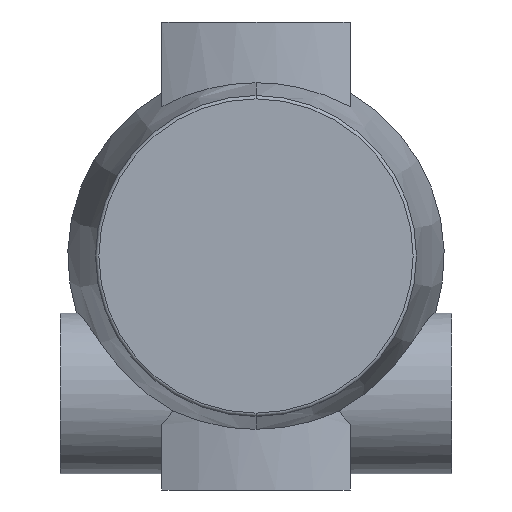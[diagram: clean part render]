
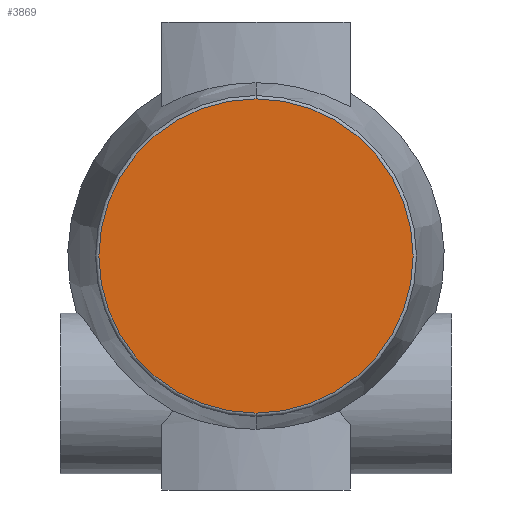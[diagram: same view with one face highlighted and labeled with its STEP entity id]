
A CAD part, front view. The second image highlights one B-rep face of the part: STEP entity #3869.
In plain terms, the highlighted planar face has unit normal (0, -1, 0).
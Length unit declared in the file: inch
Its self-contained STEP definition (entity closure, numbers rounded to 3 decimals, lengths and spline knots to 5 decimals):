
#32 = AXIS2_PLACEMENT_3D ( 'NONE', #5580, #7826, #2159 ) ;
#801 = CARTESIAN_POINT ( 'NONE',  ( 0., -1.52, 0. ) ) ;
#862 = EDGE_CURVE ( 'NONE', #6679, #2698, #8268, .T. ) ;
#1228 = CIRCLE ( 'NONE', #32, 0.9265 ) ;
#1433 = AXIS2_PLACEMENT_3D ( 'NONE', #801, #5874, #3640 ) ;
#1551 = CARTESIAN_POINT ( 'NONE',  ( 0., -1.52, 0. ) ) ;
#2159 = DIRECTION ( 'NONE',  ( 0., 0., 1. ) ) ;
#2384 = AXIS2_PLACEMENT_3D ( 'NONE', #1551, #4344, #7831 ) ;
#2698 = VERTEX_POINT ( 'NONE', #8784 ) ;
#2784 = ORIENTED_EDGE ( 'NONE', *, *, #6131, .T. ) ;
#2954 = EDGE_LOOP ( 'NONE', ( #2784, #9192 ) ) ;
#3019 = CARTESIAN_POINT ( 'NONE',  ( 0., -1.52, -0.9265 ) ) ;
#3640 = DIRECTION ( 'NONE',  ( 0., 0., 1. ) ) ;
#3869 = ADVANCED_FACE ( 'NONE', ( #8442 ), #5642, .F. ) ;
#4344 = DIRECTION ( 'NONE',  ( 0., 1., 0. ) ) ;
#5580 = CARTESIAN_POINT ( 'NONE',  ( 0., -1.52, 0. ) ) ;
#5642 = PLANE ( 'NONE',  #2384 ) ;
#5874 = DIRECTION ( 'NONE',  ( 0., -1., 0. ) ) ;
#6131 = EDGE_CURVE ( 'NONE', #2698, #6679, #1228, .T. ) ;
#6679 = VERTEX_POINT ( 'NONE', #3019 ) ;
#7826 = DIRECTION ( 'NONE',  ( 0., -1., 0. ) ) ;
#7831 = DIRECTION ( 'NONE',  ( 0., 0., 1. ) ) ;
#8268 = CIRCLE ( 'NONE', #1433, 0.9265 ) ;
#8442 = FACE_OUTER_BOUND ( 'NONE', #2954, .T. ) ;
#8784 = CARTESIAN_POINT ( 'NONE',  ( 0., -1.52, 0.9265 ) ) ;
#9192 = ORIENTED_EDGE ( 'NONE', *, *, #862, .T. ) ;
